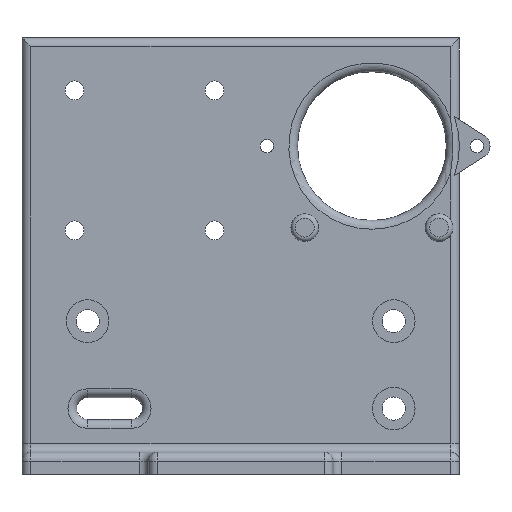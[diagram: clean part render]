
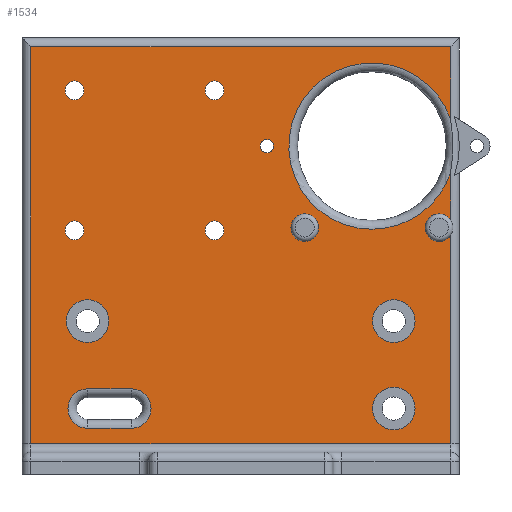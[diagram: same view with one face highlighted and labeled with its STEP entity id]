
A CAD part, front view. The second image highlights one B-rep face of the part: STEP entity #1534.
In plain terms, the highlighted planar face has unit normal (0, -1, 0).
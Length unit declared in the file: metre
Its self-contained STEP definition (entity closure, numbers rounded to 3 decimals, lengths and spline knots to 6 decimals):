
#79=CIRCLE('',#1654,0.0015);
#80=CIRCLE('',#1655,0.00315);
#81=CIRCLE('',#1656,0.00215);
#82=CIRCLE('',#1657,0.00215);
#83=CIRCLE('',#1658,0.00215);
#84=CIRCLE('',#1659,0.00215);
#85=CIRCLE('',#1660,0.004875);
#86=CIRCLE('',#1661,0.004875);
#87=CIRCLE('',#1662,0.004875);
#88=CIRCLE('',#1663,0.0045);
#89=CIRCLE('',#1664,0.0045);
#90=CIRCLE('',#1665,0.00315);
#91=CIRCLE('',#1666,0.019);
#196=ORIENTED_EDGE('',*,*,#614,.T.);
#197=ORIENTED_EDGE('',*,*,#615,.F.);
#198=ORIENTED_EDGE('',*,*,#616,.T.);
#199=ORIENTED_EDGE('',*,*,#617,.T.);
#200=ORIENTED_EDGE('',*,*,#618,.T.);
#201=ORIENTED_EDGE('',*,*,#619,.T.);
#202=ORIENTED_EDGE('',*,*,#620,.T.);
#203=ORIENTED_EDGE('',*,*,#621,.T.);
#204=ORIENTED_EDGE('',*,*,#622,.T.);
#205=ORIENTED_EDGE('',*,*,#623,.T.);
#206=ORIENTED_EDGE('',*,*,#624,.T.);
#207=ORIENTED_EDGE('',*,*,#625,.T.);
#208=ORIENTED_EDGE('',*,*,#626,.T.);
#209=ORIENTED_EDGE('',*,*,#612,.T.);
#210=ORIENTED_EDGE('',*,*,#627,.T.);
#211=ORIENTED_EDGE('',*,*,#610,.T.);
#212=ORIENTED_EDGE('',*,*,#628,.T.);
#213=ORIENTED_EDGE('',*,*,#608,.T.);
#214=ORIENTED_EDGE('',*,*,#629,.T.);
#215=ORIENTED_EDGE('',*,*,#630,.T.);
#216=ORIENTED_EDGE('',*,*,#631,.T.);
#608=EDGE_CURVE('',#817,#816,#958,.F.);
#610=EDGE_CURVE('',#819,#818,#959,.F.);
#612=EDGE_CURVE('',#821,#820,#961,.F.);
#614=EDGE_CURVE('',#822,#822,#79,.F.);
#615=EDGE_CURVE('',#823,#823,#80,.T.);
#616=EDGE_CURVE('',#824,#824,#81,.F.);
#617=EDGE_CURVE('',#825,#825,#82,.F.);
#618=EDGE_CURVE('',#826,#826,#83,.F.);
#619=EDGE_CURVE('',#827,#827,#84,.F.);
#620=EDGE_CURVE('',#828,#828,#85,.T.);
#621=EDGE_CURVE('',#829,#829,#86,.T.);
#622=EDGE_CURVE('',#830,#830,#87,.T.);
#623=EDGE_CURVE('',#831,#832,#962,.F.);
#624=EDGE_CURVE('',#832,#833,#88,.F.);
#625=EDGE_CURVE('',#833,#834,#963,.T.);
#626=EDGE_CURVE('',#834,#831,#89,.F.);
#627=EDGE_CURVE('',#820,#819,#90,.T.);
#628=EDGE_CURVE('',#818,#817,#91,.F.);
#629=EDGE_CURVE('',#816,#835,#964,.T.);
#630=EDGE_CURVE('',#835,#836,#965,.T.);
#631=EDGE_CURVE('',#836,#821,#966,.T.);
#816=VERTEX_POINT('',#2395);
#817=VERTEX_POINT('',#2397);
#818=VERTEX_POINT('',#2403);
#819=VERTEX_POINT('',#2405);
#820=VERTEX_POINT('',#2407);
#821=VERTEX_POINT('',#2409);
#822=VERTEX_POINT('',#2413);
#823=VERTEX_POINT('',#2415);
#824=VERTEX_POINT('',#2417);
#825=VERTEX_POINT('',#2419);
#826=VERTEX_POINT('',#2421);
#827=VERTEX_POINT('',#2423);
#828=VERTEX_POINT('',#2425);
#829=VERTEX_POINT('',#2427);
#830=VERTEX_POINT('',#2429);
#831=VERTEX_POINT('',#2431);
#832=VERTEX_POINT('',#2432);
#833=VERTEX_POINT('',#2434);
#834=VERTEX_POINT('',#2436);
#835=VERTEX_POINT('',#2441);
#836=VERTEX_POINT('',#2443);
#958=LINE('',#2396,#1066);
#959=LINE('',#2404,#1067);
#961=LINE('',#2408,#1069);
#962=LINE('',#2430,#1070);
#963=LINE('',#2435,#1071);
#964=LINE('',#2440,#1072);
#965=LINE('',#2442,#1073);
#966=LINE('',#2444,#1074);
#1066=VECTOR('',#1871,1.);
#1067=VECTOR('',#1872,1.);
#1069=VECTOR('',#1874,1.);
#1070=VECTOR('',#1897,1.);
#1071=VECTOR('',#1900,1.);
#1072=VECTOR('',#1907,1.);
#1073=VECTOR('',#1908,1.);
#1074=VECTOR('',#1909,1.);
#1167=EDGE_LOOP('',(#196));
#1168=EDGE_LOOP('',(#197));
#1169=EDGE_LOOP('',(#198));
#1170=EDGE_LOOP('',(#199));
#1171=EDGE_LOOP('',(#200));
#1172=EDGE_LOOP('',(#201));
#1173=EDGE_LOOP('',(#202));
#1174=EDGE_LOOP('',(#203));
#1175=EDGE_LOOP('',(#204));
#1176=EDGE_LOOP('',(#205,#206,#207,#208));
#1177=EDGE_LOOP('',(#209,#210,#211,#212,#213,#214,#215,#216));
#1329=FACE_BOUND('',#1167,.T.);
#1330=FACE_BOUND('',#1168,.T.);
#1331=FACE_BOUND('',#1169,.T.);
#1332=FACE_BOUND('',#1170,.T.);
#1333=FACE_BOUND('',#1171,.T.);
#1334=FACE_BOUND('',#1172,.T.);
#1335=FACE_BOUND('',#1173,.T.);
#1336=FACE_BOUND('',#1174,.T.);
#1337=FACE_BOUND('',#1175,.T.);
#1338=FACE_BOUND('',#1176,.T.);
#1339=FACE_BOUND('',#1177,.T.);
#1490=PLANE('',#1653);
#1534=ADVANCED_FACE('',(#1329,#1330,#1331,#1332,#1333,#1334,#1335,#1336,
#1337,#1338,#1339),#1490,.T.);
#1653=AXIS2_PLACEMENT_3D('',#2411,#1877,#1878);
#1654=AXIS2_PLACEMENT_3D('',#2412,#1879,#1880);
#1655=AXIS2_PLACEMENT_3D('',#2414,#1881,#1882);
#1656=AXIS2_PLACEMENT_3D('',#2416,#1883,#1884);
#1657=AXIS2_PLACEMENT_3D('',#2418,#1885,#1886);
#1658=AXIS2_PLACEMENT_3D('',#2420,#1887,#1888);
#1659=AXIS2_PLACEMENT_3D('',#2422,#1889,#1890);
#1660=AXIS2_PLACEMENT_3D('',#2424,#1891,#1892);
#1661=AXIS2_PLACEMENT_3D('',#2426,#1893,#1894);
#1662=AXIS2_PLACEMENT_3D('',#2428,#1895,#1896);
#1663=AXIS2_PLACEMENT_3D('',#2433,#1898,#1899);
#1664=AXIS2_PLACEMENT_3D('',#2437,#1901,#1902);
#1665=AXIS2_PLACEMENT_3D('',#2438,#1903,#1904);
#1666=AXIS2_PLACEMENT_3D('',#2439,#1905,#1906);
#1871=DIRECTION('',(0.,0.,-1.));
#1872=DIRECTION('',(0.,0.,-1.));
#1874=DIRECTION('',(0.,0.,-1.));
#1877=DIRECTION('',(0.,-1.,0.));
#1878=DIRECTION('',(1.,0.,0.));
#1879=DIRECTION('',(0.,-1.,0.));
#1880=DIRECTION('',(0.,0.,-1.));
#1881=DIRECTION('',(0.,-1.,0.));
#1882=DIRECTION('',(0.,0.,-1.));
#1883=DIRECTION('',(0.,-1.,0.));
#1884=DIRECTION('',(0.,0.,-1.));
#1885=DIRECTION('',(0.,-1.,0.));
#1886=DIRECTION('',(0.,0.,-1.));
#1887=DIRECTION('',(0.,-1.,0.));
#1888=DIRECTION('',(0.,0.,-1.));
#1889=DIRECTION('',(0.,-1.,0.));
#1890=DIRECTION('',(0.,0.,-1.));
#1891=DIRECTION('',(0.,1.,0.));
#1892=DIRECTION('',(0.,0.,1.));
#1893=DIRECTION('',(0.,1.,0.));
#1894=DIRECTION('',(0.,0.,1.));
#1895=DIRECTION('',(0.,1.,0.));
#1896=DIRECTION('',(0.,0.,1.));
#1897=DIRECTION('',(1.,0.,0.));
#1898=DIRECTION('',(0.,-1.,0.));
#1899=DIRECTION('',(0.,0.,-1.));
#1900=DIRECTION('',(1.,0.,0.));
#1901=DIRECTION('',(0.,-1.,0.));
#1902=DIRECTION('',(0.,0.,-1.));
#1903=DIRECTION('',(0.,1.,0.));
#1904=DIRECTION('',(0.,0.,-1.));
#1905=DIRECTION('',(0.,-1.,0.));
#1906=DIRECTION('',(0.,0.,-1.));
#1907=DIRECTION('',(-1.,0.,0.));
#1908=DIRECTION('',(0.,0.,-1.));
#1909=DIRECTION('',(1.,0.,0.));
#2395=CARTESIAN_POINT('',(0.048,-0.005,0.097743));
#2396=CARTESIAN_POINT('',(0.048,-0.005,0.049872));
#2397=CARTESIAN_POINT('',(0.048,-0.005,0.081083));
#2403=CARTESIAN_POINT('',(0.048,-0.005,0.068917));
#2404=CARTESIAN_POINT('',(0.048,-0.005,0.049872));
#2405=CARTESIAN_POINT('',(0.048,-0.005,0.058053));
#2407=CARTESIAN_POINT('',(0.048,-0.005,0.054647));
#2408=CARTESIAN_POINT('',(0.048,-0.005,0.049872));
#2409=CARTESIAN_POINT('',(0.048,-0.005,0.007));
#2411=CARTESIAN_POINT('',(0.,-0.005,0.049872));
#2412=CARTESIAN_POINT('',(0.006,-0.005,0.075));
#2413=CARTESIAN_POINT('',(0.006,-0.005,0.0735));
#2414=CARTESIAN_POINT('',(0.01465,-0.005,0.05635));
#2415=CARTESIAN_POINT('',(0.01465,-0.005,0.0532));
#2416=CARTESIAN_POINT('',(-0.006,-0.005,0.055743));
#2417=CARTESIAN_POINT('',(-0.006,-0.005,0.053593));
#2418=CARTESIAN_POINT('',(-0.038,-0.005,0.055743));
#2419=CARTESIAN_POINT('',(-0.038,-0.005,0.053593));
#2420=CARTESIAN_POINT('',(-0.038,-0.005,0.087743));
#2421=CARTESIAN_POINT('',(-0.038,-0.005,0.085593));
#2422=CARTESIAN_POINT('',(-0.006,-0.005,0.087743));
#2423=CARTESIAN_POINT('',(-0.006,-0.005,0.085593));
#2424=CARTESIAN_POINT('',(0.035,-0.005,0.015));
#2425=CARTESIAN_POINT('',(0.035,-0.005,0.019875));
#2426=CARTESIAN_POINT('',(0.035,-0.005,0.035));
#2427=CARTESIAN_POINT('',(0.035,-0.005,0.039875));
#2428=CARTESIAN_POINT('',(-0.035,-0.005,0.035));
#2429=CARTESIAN_POINT('',(-0.035,-0.005,0.039875));
#2430=CARTESIAN_POINT('',(0.,-0.005,0.0105));
#2431=CARTESIAN_POINT('',(-0.025,-0.005,0.0105));
#2432=CARTESIAN_POINT('',(-0.035,-0.005,0.0105));
#2433=CARTESIAN_POINT('',(-0.035,-0.005,0.015));
#2434=CARTESIAN_POINT('',(-0.035,-0.005,0.0195));
#2435=CARTESIAN_POINT('',(-0.025,-0.005,0.0195));
#2436=CARTESIAN_POINT('',(-0.025,-0.005,0.0195));
#2437=CARTESIAN_POINT('',(-0.025,-0.005,0.015));
#2438=CARTESIAN_POINT('',(0.04535,-0.005,0.05635));
#2439=CARTESIAN_POINT('',(0.03,-0.005,0.075));
#2440=CARTESIAN_POINT('',(-0.05,-0.005,0.097743));
#2441=CARTESIAN_POINT('',(-0.048,-0.005,0.097743));
#2442=CARTESIAN_POINT('',(-0.048,-0.005,0.005));
#2443=CARTESIAN_POINT('',(-0.048,-0.005,0.007));
#2444=CARTESIAN_POINT('',(0.05,-0.005,0.007));
